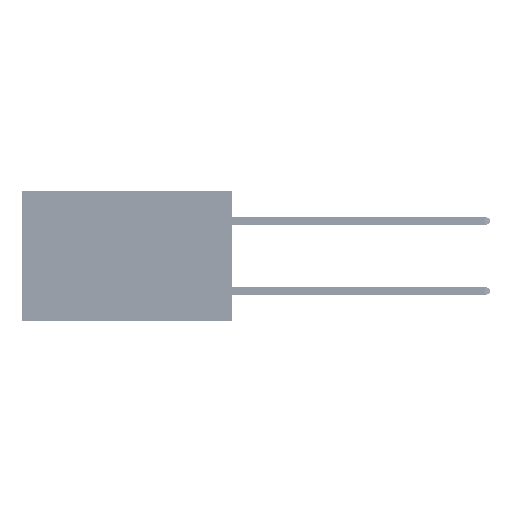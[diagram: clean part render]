
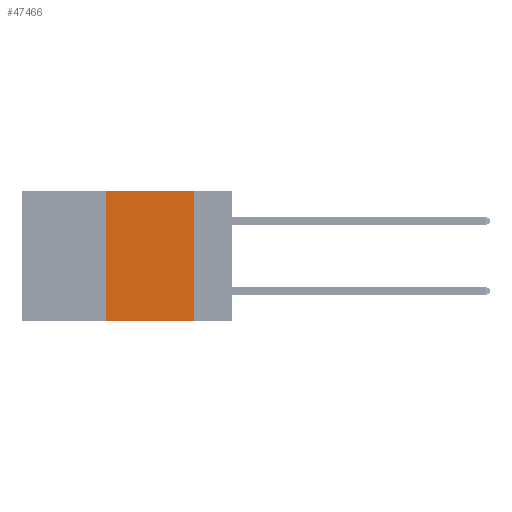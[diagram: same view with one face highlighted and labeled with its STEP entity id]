
A CAD part, left-side view. The second image highlights one B-rep face of the part: STEP entity #47466.
In plain terms, the highlighted planar face has unit normal (-1, 0, 0).
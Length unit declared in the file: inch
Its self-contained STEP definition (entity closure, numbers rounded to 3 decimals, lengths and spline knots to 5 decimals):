
#194 = CARTESIAN_POINT ( 'NONE',  ( 0., 0.11, -0.37 ) ) ;
#4728 = VECTOR ( 'NONE', #45128, 39.37008 ) ;
#5570 = VERTEX_POINT ( 'NONE', #32415 ) ;
#6278 = ORIENTED_EDGE ( 'NONE', *, *, #22277, .F. ) ;
#8146 = VECTOR ( 'NONE', #31416, 39.37008 ) ;
#8724 = LINE ( 'NONE', #50437, #13024 ) ;
#9312 = CARTESIAN_POINT ( 'NONE',  ( 0., 0.36, 0. ) ) ;
#9935 = FACE_OUTER_BOUND ( 'NONE', #43192, .T. ) ;
#10913 = LINE ( 'NONE', #32774, #40298 ) ;
#11800 = DIRECTION ( 'NONE',  ( 1., 0., 0. ) ) ;
#12865 = VERTEX_POINT ( 'NONE', #29627 ) ;
#13024 = VECTOR ( 'NONE', #38583, 39.37008 ) ;
#18322 = ORIENTED_EDGE ( 'NONE', *, *, #44616, .F. ) ;
#19427 = EDGE_CURVE ( 'NONE', #5570, #28068, #10913, .T. ) ;
#22277 = EDGE_CURVE ( 'NONE', #12865, #36613, #27125, .T. ) ;
#26967 = AXIS2_PLACEMENT_3D ( 'NONE', #35219, #11800, #39482 ) ;
#27125 = LINE ( 'NONE', #47331, #8146 ) ;
#28068 = VERTEX_POINT ( 'NONE', #194 ) ;
#29627 = CARTESIAN_POINT ( 'NONE',  ( 0., 0.36, -0.37 ) ) ;
#31416 = DIRECTION ( 'NONE',  ( 0., 0., 1. ) ) ;
#32415 = CARTESIAN_POINT ( 'NONE',  ( 0., 0.11, 0. ) ) ;
#32774 = CARTESIAN_POINT ( 'NONE',  ( 0., 0.11, 0. ) ) ;
#33109 = DIRECTION ( 'NONE',  ( 0., 0., -1. ) ) ;
#34614 = EDGE_CURVE ( 'NONE', #12865, #28068, #8724, .T. ) ;
#35056 = PLANE ( 'NONE',  #26967 ) ;
#35219 = CARTESIAN_POINT ( 'NONE',  ( 0., 0.6, 0. ) ) ;
#35279 = ORIENTED_EDGE ( 'NONE', *, *, #34614, .T. ) ;
#36613 = VERTEX_POINT ( 'NONE', #9312 ) ;
#38583 = DIRECTION ( 'NONE',  ( 0., -1., 0. ) ) ;
#39482 = DIRECTION ( 'NONE',  ( 0., 0., -1. ) ) ;
#40298 = VECTOR ( 'NONE', #33109, 39.37008 ) ;
#40860 = CARTESIAN_POINT ( 'NONE',  ( 0., 0.6, 0. ) ) ;
#43192 = EDGE_LOOP ( 'NONE', ( #48916, #18322, #6278, #35279 ) ) ;
#44616 = EDGE_CURVE ( 'NONE', #36613, #5570, #47001, .T. ) ;
#45128 = DIRECTION ( 'NONE',  ( 0., -1., 0. ) ) ;
#47001 = LINE ( 'NONE', #40860, #4728 ) ;
#47331 = CARTESIAN_POINT ( 'NONE',  ( 0., 0.36, 0. ) ) ;
#47466 = ADVANCED_FACE ( 'NONE', ( #9935 ), #35056, .F. ) ;
#48916 = ORIENTED_EDGE ( 'NONE', *, *, #19427, .F. ) ;
#50437 = CARTESIAN_POINT ( 'NONE',  ( 0., 0.6, -0.37 ) ) ;
